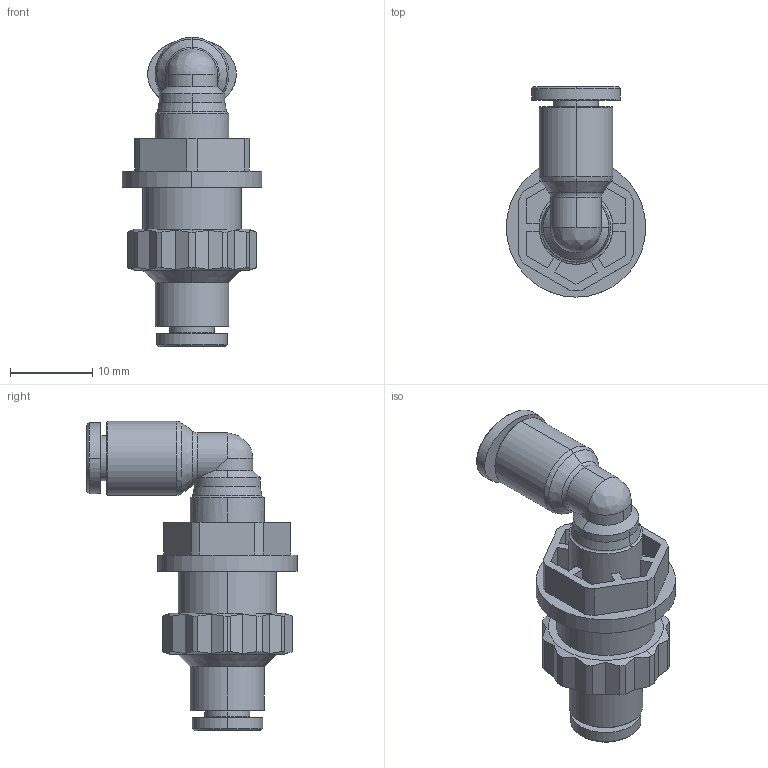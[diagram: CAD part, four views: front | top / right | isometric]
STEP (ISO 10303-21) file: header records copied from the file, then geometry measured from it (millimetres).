
FILE_DESCRIPTION (( 'STEP AP214' ), '1' );
FILE_NAME ('PLM04.SLDPRT.STEP', '2015-10-09T12:01:50', ( '' ), ( '' ), 'SwSTEP 2.0', 'SolidWorks 2015', '' );
FILE_SCHEMA (( 'AUTOMOTIVE_DESIGN' ));
Length unit declared in the file: millimetre
Products named in the file (2): ｦ+ﾃｦ1; PLM04.SLDPRT
Assembly tree (1 placements, depth 2):
  PLM04.SLDPRT
    ｦ+ﾃｦ1
Bounding box: 17 x 25.6 x 37.7 mm (x, y, z)
Volume: 3915.8 mm3; surface area: 3118.5 mm2
Topology: 1 solids, 1 shells, 878 faces, 2487 edges, 1650 vertices
Faces by surface type: plane 726, cylinder 62, bspline 59, cone 27, torus 4
Entity records: 30630 total; most frequent: CARTESIAN_POINT 6924, ORIENTED_EDGE 4972, DIRECTION 4122, EDGE_CURVE 2486, LINE 2108, VECTOR 2108, VERTEX_POINT 1650, AXIS2_PLACEMENT_3D 1007
